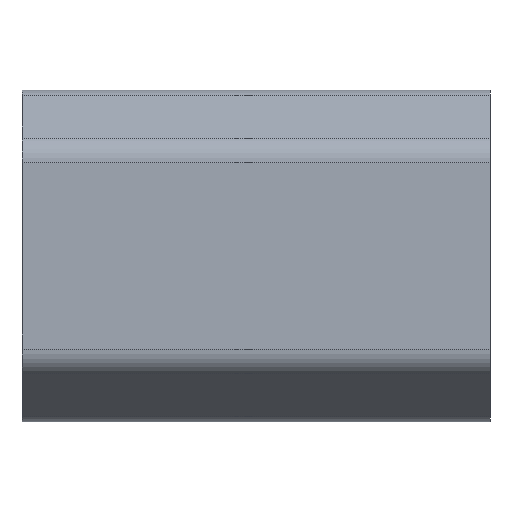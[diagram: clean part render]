
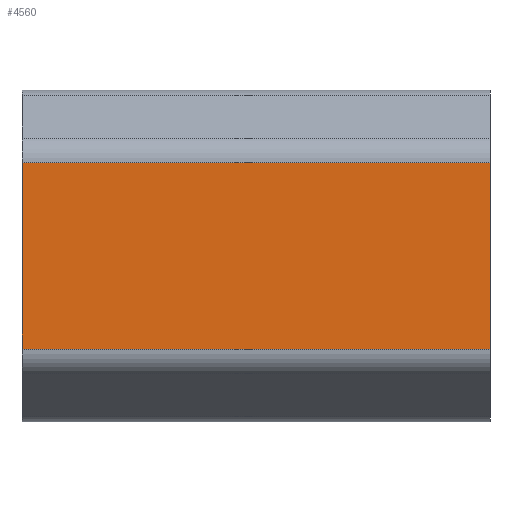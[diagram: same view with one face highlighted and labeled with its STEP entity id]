
A CAD part, top view. The second image highlights one B-rep face of the part: STEP entity #4560.
In plain terms, the highlighted planar face has unit normal (0, 0, 1).
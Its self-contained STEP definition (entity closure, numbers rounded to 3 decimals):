
#62=PLANE('',#4837);
#295=FACE_OUTER_BOUND('',#540,.T.);
#540=EDGE_LOOP('',(#4070,#4071,#4072,#4073));
#1194=LINE('',#18102,#1478);
#1244=LINE('',#18249,#1528);
#1245=LINE('',#18251,#1529);
#1246=LINE('',#18252,#1530);
#1478=VECTOR('',#5506,10.);
#1528=VECTOR('',#5650,10.);
#1529=VECTOR('',#5651,10.);
#1530=VECTOR('',#5652,10.);
#1954=VERTEX_POINT('',#18098);
#1956=VERTEX_POINT('',#18101);
#2006=VERTEX_POINT('',#18248);
#2007=VERTEX_POINT('',#18250);
#2627=EDGE_CURVE('',#1954,#1956,#1194,.T.);
#2702=EDGE_CURVE('',#1954,#2006,#1244,.T.);
#2703=EDGE_CURVE('',#2007,#2006,#1245,.T.);
#2704=EDGE_CURVE('',#1956,#2007,#1246,.T.);
#4070=ORIENTED_EDGE('',*,*,#2627,.F.);
#4071=ORIENTED_EDGE('',*,*,#2702,.T.);
#4072=ORIENTED_EDGE('',*,*,#2703,.F.);
#4073=ORIENTED_EDGE('',*,*,#2704,.F.);
#4560=ADVANCED_FACE('',(#295),#62,.T.);
#4837=AXIS2_PLACEMENT_3D('',#18247,#5648,#5649);
#5506=DIRECTION('',(0.,1.,0.));
#5648=DIRECTION('center_axis',(0.,0.,1.));
#5649=DIRECTION('ref_axis',(0.,-1.,0.));
#5650=DIRECTION('',(1.,0.,0.));
#5651=DIRECTION('',(0.,-1.,0.));
#5652=DIRECTION('',(1.,0.,0.));
#18098=CARTESIAN_POINT('',(0.,1.557,31.084));
#18101=CARTESIAN_POINT('',(0.,30.832,31.084));
#18102=CARTESIAN_POINT('',(0.,1.557,31.084));
#18247=CARTESIAN_POINT('Origin',(0.,30.832,31.084));
#18248=CARTESIAN_POINT('',(73.5,1.557,31.084));
#18249=CARTESIAN_POINT('',(0.,1.557,31.084));
#18250=CARTESIAN_POINT('',(73.5,30.832,31.084));
#18251=CARTESIAN_POINT('',(73.5,1.557,31.084));
#18252=CARTESIAN_POINT('',(0.,30.832,31.084));
